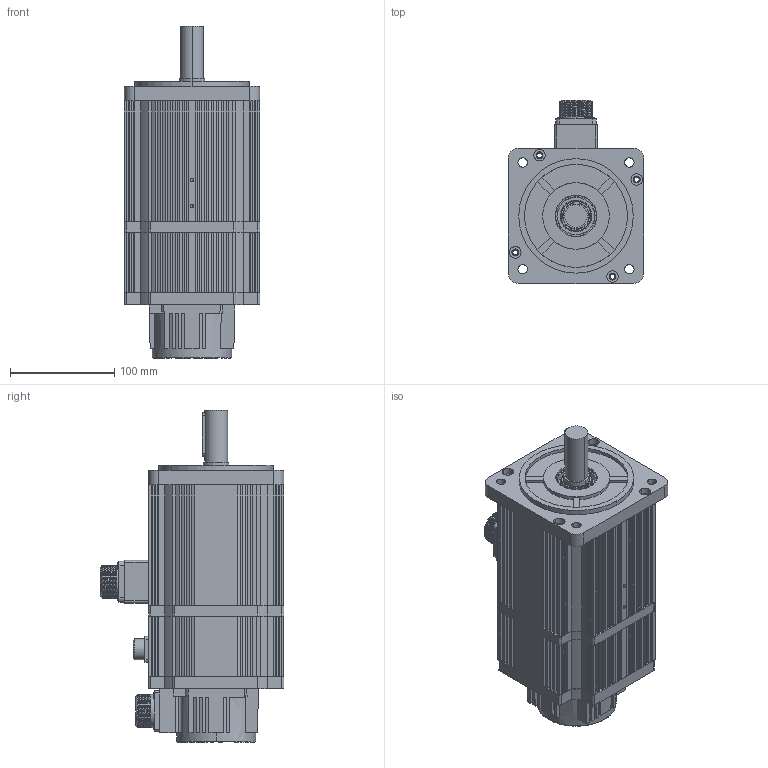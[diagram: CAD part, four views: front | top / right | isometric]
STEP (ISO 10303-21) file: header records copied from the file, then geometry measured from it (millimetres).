
FILE_DESCRIPTION (( 'STEP AP203' ), '1' );
FILE_NAME ('z130 1.8kW brake.STEP', '2010-04-02T04:54:45', ( '' ), ( '' ), 'SwSTEP 2.0', 'SolidWorks 2011', '' );
FILE_SCHEMA (( 'CONFIG_CONTROL_DESIGN' ));
Products named in the file (2): z130 1.8kW brake; 7725 Brake - Build - 262mm length
Assembly tree (1 placements, depth 2):
  z130 1.8kW brake
    7725 Brake - Build - 262mm length
Bounding box: 130 x 176.5 x 319 mm (x, y, z)
Volume: 1296163.5 mm3; surface area: 549181.7 mm2
Topology: 15 solids, 19 shells, 1780 faces, 4997 edges, 3266 vertices
Faces by surface type: plane 1006, cylinder 594, bspline 138, cone 42
Entity records: 68550 total; most frequent: CARTESIAN_POINT 22679, ORIENTED_EDGE 9870, DIRECTION 9041, EDGE_CURVE 4935, VERTEX_POINT 3266, LINE 3181, VECTOR 3181, AXIS2_PLACEMENT_3D 2930
